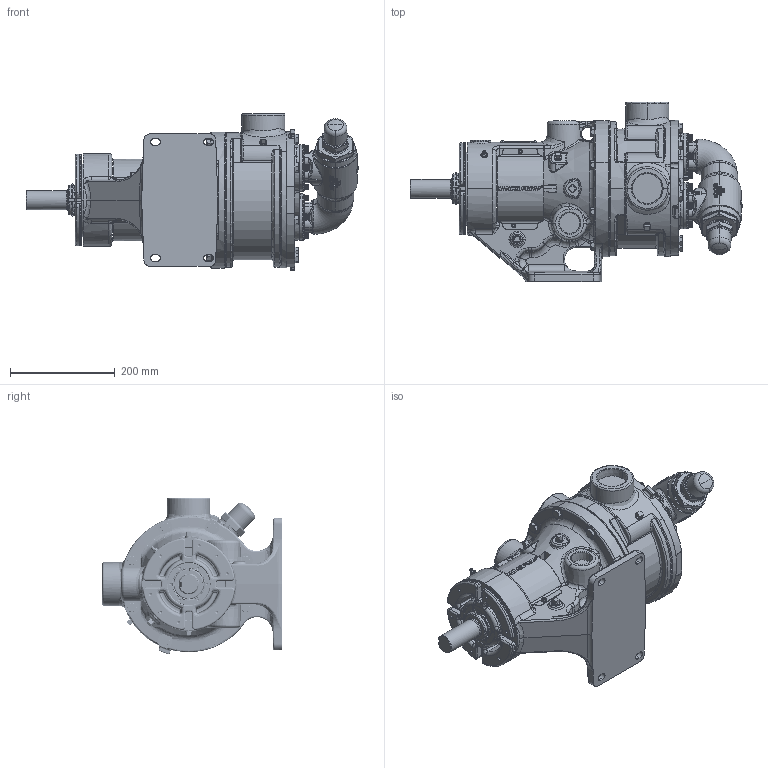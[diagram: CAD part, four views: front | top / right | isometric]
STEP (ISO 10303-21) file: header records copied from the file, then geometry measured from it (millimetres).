
FILE_DESCRIPTION (( 'STEP AP214' ), '1' );
FILE_NAME ('LV-4861.step', '2025-12-05T13:43:15', ( '' ), ( '' ), 'SwSTEP 2.0', 'SolidWorks 2024', '' );
FILE_SCHEMA (( 'AUTOMOTIVE_DESIGN' ));
Length unit declared in the file: inch
Products named in the file (1): LV-4861
Bounding box: 635.25 x 342.9 x 300.14 mm (x, y, z)
Volume: 15326546.8 mm3; surface area: 829275 mm2
Topology: 1 solids, 1 shells, 5276 faces, 13602 edges, 8453 vertices
Faces by surface type: plane 1746, bspline 1501, cylinder 1059, cone 662, torus 229, sphere 79
Entity records: 238280 total; most frequent: CARTESIAN_POINT 122495, ORIENTED_EDGE 26926, DIRECTION 20163, EDGE_CURVE 13463, VERTEX_POINT 8448, AXIS2_PLACEMENT_3D 7639, EDGE_LOOP 5575, ADVANCED_FACE 5276
